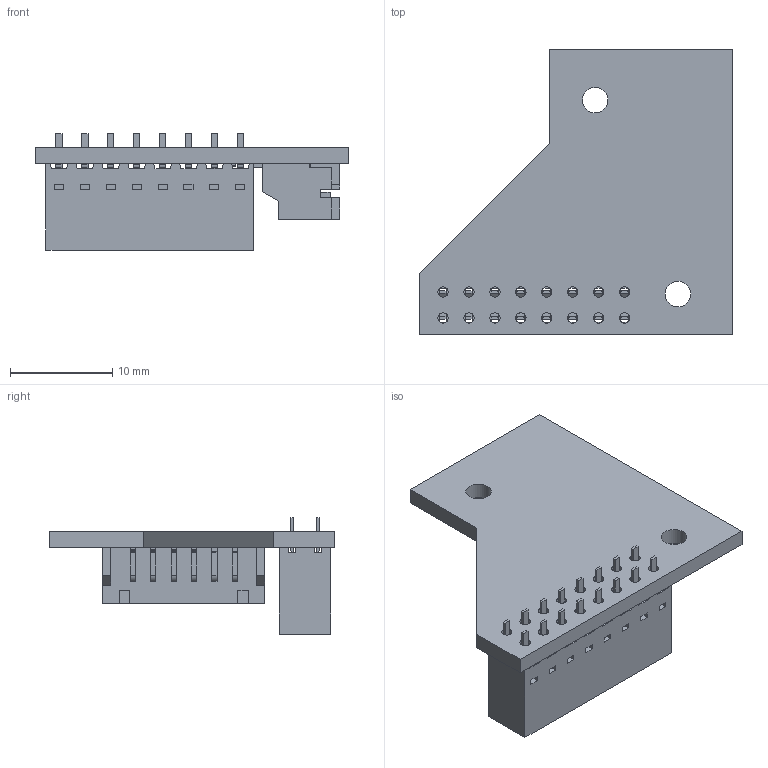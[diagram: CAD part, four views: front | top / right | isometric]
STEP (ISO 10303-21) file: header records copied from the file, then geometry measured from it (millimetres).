
FILE_DESCRIPTION(('KiCad electronic assembly'),'2;1');
FILE_NAME('JST_Adapter.stp','2016-11-14T19:56:34',('An Author'),( 'A Company'),'Open CASCADE STEP processor 6.8', 'KiCad to STEP converter','Unknown');
FILE_SCHEMA(('AUTOMOTIVE_DESIGN_CC2 { 1 2 10303 214 -1 1 5 4 }'));
Length unit declared in the file: millimetre
Products named in the file (8): Open CASCADE STEP translator 6.8 1; RES0402; COMPOUND; S6B-PH-SM4-TB_-_S6B-PH-SM4; SOLID; 901512116
Assembly tree (10 placements, depth 3):
  Open CASCADE STEP translator 6.8 1
    RES0402  x4
      COMPOUND
    S6B-PH-SM4-TB_-_S6B-PH-SM4
      SOLID
    901512116
      COMPOUND
    COMPOUND
Bounding box: 30.75 x 28 x 11.4 mm (x, y, z)
Volume: 1996 mm3; surface area: 3644.6 mm2
Topology: 19 solids, 19 shells, 978 faces, 2530 edges, 1634 vertices
Faces by surface type: plane 838, cylinder 100, bspline 40
Full cylindrical faces by diameter (mm): 1.016 x16, 2.5 x2
Entity records: 67445 total; most frequent: CARTESIAN_POINT 18737, DIRECTION 8634, LINE 6262, VECTOR 6262, ORIENTED_EDGE 4744, PCURVE 4744, DEFINITIONAL_REPRESENTATION 4744, EDGE_CURVE 2372
